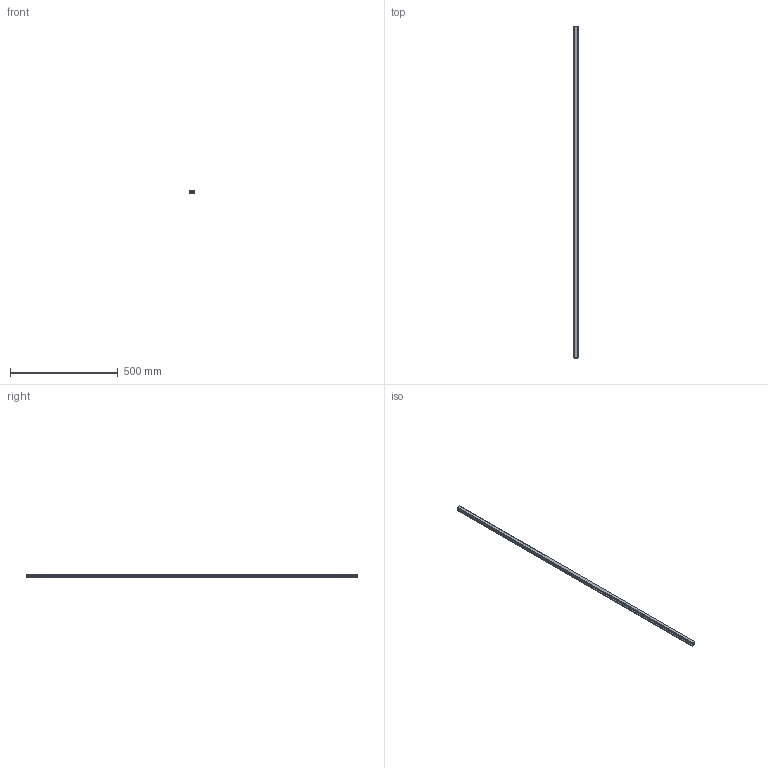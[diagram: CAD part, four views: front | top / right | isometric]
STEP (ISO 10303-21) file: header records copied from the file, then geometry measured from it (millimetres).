
FILE_DESCRIPTION(('STEP AP214'),'1');
FILE_NAME('cctmp_8575BE43-47CA-4FF7-A8C1-D4243F102826_2021_01_21_15_42_51_0168..stp','2021-01-21T14:42:51',('HIWIN GmbH'),('CADClick - www.CADClick.com'),'Spatial InterOp 3D',' ','unknown authorization');
FILE_SCHEMA(('AUTOMOTIVE_DESIGN'));
Length unit declared in the file: millimetre
Products named in the file (1): HGR20T1540C_FILE
Bounding box: 20 x 1540 x 17.5 mm (x, y, z)
Volume: 454766.8 mm3; surface area: 123086.2 mm2
Topology: 1 solids, 1 shells, 211 faces, 563 edges, 332 vertices
Faces by surface type: plane 85, cylinder 74, cone 52
Entity records: 7857 total; most frequent: DIRECTION 1083, CARTESIAN_POINT 1055, ORIENTED_EDGE 1022, EDGE_CURVE 511, LINE 363, VECTOR 363, AXIS2_PLACEMENT_3D 360, VERTEX_POINT 332
